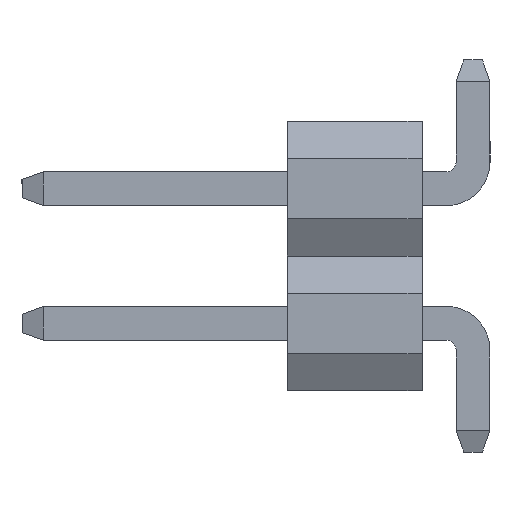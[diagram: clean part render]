
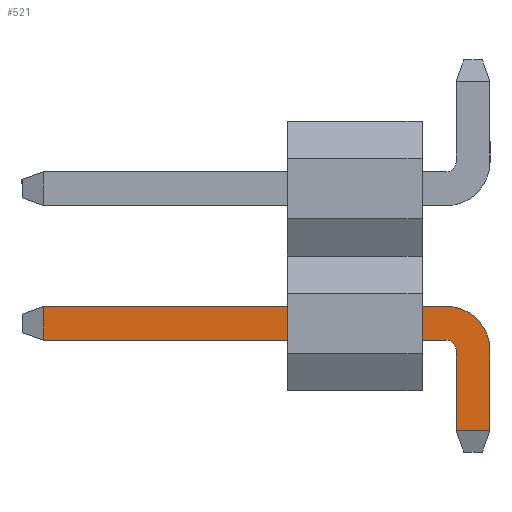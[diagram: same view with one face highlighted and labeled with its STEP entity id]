
A CAD part, left-side view. The second image highlights one B-rep face of the part: STEP entity #521.
In plain terms, the highlighted planar face has unit normal (-1, 0, 0).
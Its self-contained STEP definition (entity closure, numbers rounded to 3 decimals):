
#48=CIRCLE('',#565,0.82);
#49=CIRCLE('',#567,0.18);
#57=FACE_OUTER_BOUND('',#85,.T.);
#85=EDGE_LOOP('',(#349,#350,#351,#352,#353,#354,#355,#356));
#111=LINE('',#754,#171);
#113=LINE('',#759,#173);
#119=LINE('',#779,#179);
#120=LINE('',#781,#180);
#121=LINE('',#782,#181);
#122=LINE('',#783,#182);
#171=VECTOR('',#609,1000.);
#173=VECTOR('',#613,1000.);
#179=VECTOR('',#633,1000.);
#180=VECTOR('',#634,1000.);
#181=VECTOR('',#635,1000.);
#182=VECTOR('',#636,1000.);
#231=VERTEX_POINT('',#751);
#232=VERTEX_POINT('',#753);
#233=VERTEX_POINT('',#757);
#234=VERTEX_POINT('',#758);
#237=VERTEX_POINT('',#766);
#240=VERTEX_POINT('',#773);
#241=VERTEX_POINT('',#778);
#242=VERTEX_POINT('',#780);
#271=EDGE_CURVE('',#232,#231,#111,.T.);
#273=EDGE_CURVE('',#233,#234,#113,.T.);
#279=EDGE_CURVE('',#237,#232,#48,.T.);
#281=EDGE_CURVE('',#240,#233,#49,.T.);
#283=EDGE_CURVE('',#240,#241,#119,.T.);
#284=EDGE_CURVE('',#241,#242,#120,.T.);
#285=EDGE_CURVE('',#237,#242,#121,.T.);
#286=EDGE_CURVE('',#231,#234,#122,.T.);
#349=ORIENTED_EDGE('',*,*,#283,.T.);
#350=ORIENTED_EDGE('',*,*,#284,.T.);
#351=ORIENTED_EDGE('',*,*,#285,.F.);
#352=ORIENTED_EDGE('',*,*,#279,.T.);
#353=ORIENTED_EDGE('',*,*,#271,.T.);
#354=ORIENTED_EDGE('',*,*,#286,.T.);
#355=ORIENTED_EDGE('',*,*,#273,.F.);
#356=ORIENTED_EDGE('',*,*,#281,.F.);
#463=PLANE('',#569);
#521=ADVANCED_FACE('',(#57),#463,.F.);
#565=AXIS2_PLACEMENT_3D('',#770,#622,#623);
#567=AXIS2_PLACEMENT_3D('',#775,#627,#628);
#569=AXIS2_PLACEMENT_3D('',#777,#631,#632);
#609=DIRECTION('',(0.,1.,0.));
#613=DIRECTION('',(0.,1.,0.));
#622=DIRECTION('center_axis',(-1.,0.,0.));
#623=DIRECTION('ref_axis',(0.,0.,1.));
#627=DIRECTION('center_axis',(-1.,0.,0.));
#628=DIRECTION('ref_axis',(0.,0.,1.));
#631=DIRECTION('center_axis',(1.,0.,0.));
#632=DIRECTION('ref_axis',(0.,1.,0.));
#633=DIRECTION('',(0.,0.,-1.));
#634=DIRECTION('',(0.,-1.,0.));
#635=DIRECTION('',(0.,0.,-1.));
#636=DIRECTION('',(0.,0.,-1.));
#751=CARTESIAN_POINT('',(-0.32,2.74,2.744));
#753=CARTESIAN_POINT('',(-0.32,-4.86,2.744));
#754=CARTESIAN_POINT('',(-0.32,-4.86,2.744));
#757=CARTESIAN_POINT('',(-0.32,-4.86,2.104));
#758=CARTESIAN_POINT('',(-0.32,2.74,2.104));
#759=CARTESIAN_POINT('',(-0.32,-4.86,2.104));
#766=CARTESIAN_POINT('',(-0.32,-5.68,1.924));
#770=CARTESIAN_POINT('Origin',(-0.32,-4.86,1.924));
#773=CARTESIAN_POINT('',(-0.32,-5.04,1.924));
#775=CARTESIAN_POINT('Origin',(-0.32,-4.86,1.924));
#777=CARTESIAN_POINT('Origin',(-0.32,-5.04,1.924));
#778=CARTESIAN_POINT('',(-0.32,-5.04,0.4));
#779=CARTESIAN_POINT('',(-0.32,-5.04,1.924));
#780=CARTESIAN_POINT('',(-0.32,-5.68,0.4));
#781=CARTESIAN_POINT('',(-0.32,-5.68,0.4));
#782=CARTESIAN_POINT('',(-0.32,-5.68,1.924));
#783=CARTESIAN_POINT('',(-0.32,2.74,1.924));
